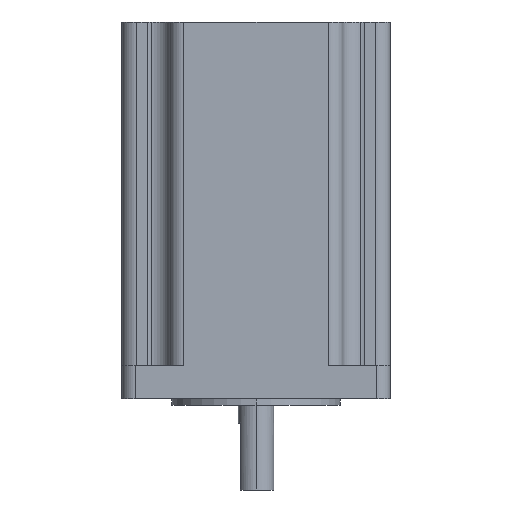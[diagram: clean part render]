
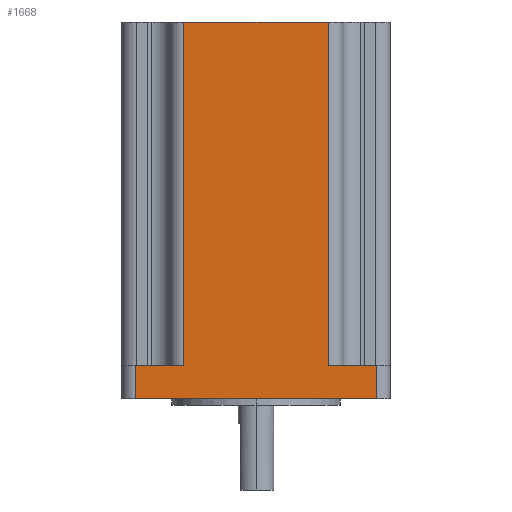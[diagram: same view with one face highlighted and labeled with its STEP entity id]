
A CAD part, left-side view. The second image highlights one B-rep face of the part: STEP entity #1668.
In plain terms, the highlighted planar face has unit normal (-1, 0, 0).
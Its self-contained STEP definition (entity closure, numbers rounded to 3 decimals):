
#13 = AXIS2_PLACEMENT_3D ( 'NONE', #1357, #1358, #1359 ) ;
#409 = ORIENTED_EDGE ( 'NONE', *, *, #1620, .F. ) ;
#410 = ORIENTED_EDGE ( 'NONE', *, *, #1621, .F. ) ;
#411 = ORIENTED_EDGE ( 'NONE', *, *, #1619, .T. ) ;
#412 = ORIENTED_EDGE ( 'NONE', *, *, #1588, .T. ) ;
#413 = ORIENTED_EDGE ( 'NONE', *, *, #1569, .F. ) ;
#414 = ORIENTED_EDGE ( 'NONE', *, *, #1597, .T. ) ;
#415 = ORIENTED_EDGE ( 'NONE', *, *, #1622, .F. ) ;
#417 = ORIENTED_EDGE ( 'NONE', *, *, #1623, .T. ) ;
#459 = EDGE_LOOP ( 'NONE', ( #409, #411, #410, #412, #414, #413, #415, #417 ) ) ;
#593 = VERTEX_POINT ( 'NONE', #925 ) ;
#608 = VERTEX_POINT ( 'NONE', #940 ) ;
#628 = VERTEX_POINT ( 'NONE', #960 ) ;
#643 = VERTEX_POINT ( 'NONE', #975 ) ;
#648 = VERTEX_POINT ( 'NONE', #980 ) ;
#668 = VERTEX_POINT ( 'NONE', #1000 ) ;
#677 = VERTEX_POINT ( 'NONE', #1009 ) ;
#685 = VERTEX_POINT ( 'NONE', #1017 ) ;
#817 = LINE ( 'NONE', #2101, #1973 ) ;
#827 = LINE ( 'NONE', #1137, #2063 ) ;
#831 = LINE ( 'NONE', #1184, #1947 ) ;
#846 = LINE ( 'NONE', #1225, #1968 ) ;
#848 = LINE ( 'NONE', #1227, #1950 ) ;
#849 = LINE ( 'NONE', #1229, #1938 ) ;
#850 = LINE ( 'NONE', #1231, #1952 ) ;
#851 = LINE ( 'NONE', #1233, #1887 ) ;
#893 = FACE_OUTER_BOUND ( 'NONE', #459, .T. ) ;
#925 = CARTESIAN_POINT ( 'NONE',  ( -30.25, 27.25, 0. ) ) ;
#940 = CARTESIAN_POINT ( 'NONE',  ( -30.25, 16.275, 85. ) ) ;
#960 = CARTESIAN_POINT ( 'NONE',  ( -30.25, 27.25, 7.5 ) ) ;
#975 = CARTESIAN_POINT ( 'NONE',  ( -30.25, -16.275, 7.5 ) ) ;
#980 = CARTESIAN_POINT ( 'NONE',  ( -30.25, -27.25, 7.5 ) ) ;
#1000 = CARTESIAN_POINT ( 'NONE',  ( -30.25, -27.25, 0. ) ) ;
#1009 = CARTESIAN_POINT ( 'NONE',  ( -30.25, 16.275, 7.5 ) ) ;
#1017 = CARTESIAN_POINT ( 'NONE',  ( -30.25, -16.275, 85. ) ) ;
#1137 = CARTESIAN_POINT ( 'NONE',  ( -30.25, 27.25, 85. ) ) ;
#1138 = DIRECTION ( 'NONE',  ( 0., 0., -1. ) ) ;
#1184 = CARTESIAN_POINT ( 'NONE',  ( -30.25, 27.25, 0. ) ) ;
#1187 = DIRECTION ( 'NONE',  ( 0., -1., 0. ) ) ;
#1225 = CARTESIAN_POINT ( 'NONE',  ( -30.25, 16.275, 85. ) ) ;
#1226 = DIRECTION ( 'NONE',  ( 0., 0., -1. ) ) ;
#1227 = CARTESIAN_POINT ( 'NONE',  ( -30.25, 27.25, 85. ) ) ;
#1228 = DIRECTION ( 'NONE',  ( 0., -1., 0. ) ) ;
#1229 = CARTESIAN_POINT ( 'NONE',  ( -30.25, 27.25, 7.5 ) ) ;
#1230 = DIRECTION ( 'NONE',  ( 0., -1., 0. ) ) ;
#1231 = CARTESIAN_POINT ( 'NONE',  ( -30.25, -19.575, 7.5 ) ) ;
#1232 = DIRECTION ( 'NONE',  ( 0., -1., 0. ) ) ;
#1233 = CARTESIAN_POINT ( 'NONE',  ( -30.25, -16.275, 85. ) ) ;
#1234 = DIRECTION ( 'NONE',  ( 0., 0., 1. ) ) ;
#1356 = PLANE ( 'NONE',  #13 ) ;
#1357 = CARTESIAN_POINT ( 'NONE',  ( -30.25, 27.25, 85. ) ) ;
#1358 = DIRECTION ( 'NONE',  ( 1., 0., 0. ) ) ;
#1359 = DIRECTION ( 'NONE',  ( 0., 1., 0. ) ) ;
#1569 = EDGE_CURVE ( 'NONE', #648, #668, #817, .T. ) ;
#1588 = EDGE_CURVE ( 'NONE', #628, #593, #827, .T. ) ;
#1597 = EDGE_CURVE ( 'NONE', #593, #668, #831, .T. ) ;
#1619 = EDGE_CURVE ( 'NONE', #608, #677, #846, .T. ) ;
#1620 = EDGE_CURVE ( 'NONE', #608, #685, #848, .T. ) ;
#1621 = EDGE_CURVE ( 'NONE', #628, #677, #849, .T. ) ;
#1622 = EDGE_CURVE ( 'NONE', #643, #648, #850, .T. ) ;
#1623 = EDGE_CURVE ( 'NONE', #643, #685, #851, .T. ) ;
#1668 = ADVANCED_FACE ( 'NONE', ( #893 ), #1356, .F. ) ;
#1887 = VECTOR ( 'NONE', #1234, 1000. ) ;
#1938 = VECTOR ( 'NONE', #1230, 1000. ) ;
#1947 = VECTOR ( 'NONE', #1187, 1000. ) ;
#1950 = VECTOR ( 'NONE', #1228, 1000. ) ;
#1952 = VECTOR ( 'NONE', #1232, 1000. ) ;
#1968 = VECTOR ( 'NONE', #1226, 1000. ) ;
#1973 = VECTOR ( 'NONE', #2133, 1000. ) ;
#2063 = VECTOR ( 'NONE', #1138, 1000. ) ;
#2101 = CARTESIAN_POINT ( 'NONE',  ( -30.25, -27.25, 85. ) ) ;
#2133 = DIRECTION ( 'NONE',  ( 0., 0., -1. ) ) ;
